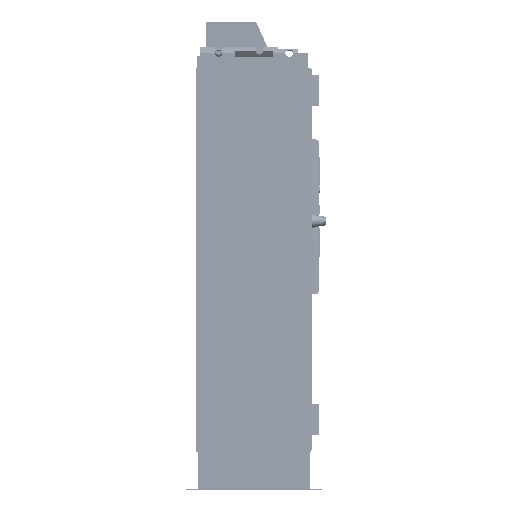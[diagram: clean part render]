
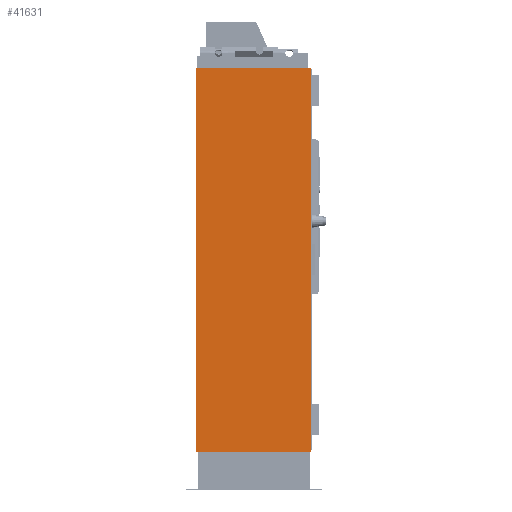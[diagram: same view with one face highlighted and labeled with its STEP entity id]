
A CAD part, left-side view. The second image highlights one B-rep face of the part: STEP entity #41631.
In plain terms, the highlighted planar face has unit normal (-1, 0, 0).
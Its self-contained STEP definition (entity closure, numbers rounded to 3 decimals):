
#33553=FACE_OUTER_BOUND('',#56264,.T.);
#41631=ADVANCED_FACE('',(#33553),#47356,.T.);
#47356=PLANE('',#151145);
#56264=EDGE_LOOP('',(#69527,#69528,#69529,#69530));
#69527=ORIENTED_EDGE('',*,*,#108400,.F.);
#69528=ORIENTED_EDGE('',*,*,#109195,.T.);
#69529=ORIENTED_EDGE('',*,*,#109196,.F.);
#69530=ORIENTED_EDGE('',*,*,#109197,.F.);
#96577=VERTEX_POINT('',#195260);
#96579=VERTEX_POINT('',#195264);
#97146=VERTEX_POINT('',#197173);
#97147=VERTEX_POINT('',#197177);
#108400=EDGE_CURVE('',#96579,#96577,#123700,.T.);
#109195=EDGE_CURVE('',#96579,#97146,#124377,.T.);
#109196=EDGE_CURVE('',#97147,#97146,#124378,.T.);
#109197=EDGE_CURVE('',#96577,#97147,#124379,.T.);
#123700=LINE('',#195265,#137572);
#124377=LINE('',#197174,#138249);
#124378=LINE('',#197176,#138250);
#124379=LINE('',#197178,#138251);
#137572=VECTOR('',#162102,1.);
#138249=VECTOR('',#163397,1.);
#138250=VECTOR('',#163400,1.);
#138251=VECTOR('',#163401,1.);
#151145=AXIS2_PLACEMENT_3D('',#197179,#163402,#163403);
#162102=DIRECTION('',(0.,-1.,0.));
#163397=DIRECTION('',(0.,0.,-1.));
#163400=DIRECTION('',(0.,1.,0.));
#163401=DIRECTION('',(0.,0.,-1.));
#163402=DIRECTION('',(-1.,0.,0.));
#163403=DIRECTION('',(0.,0.,1.));
#195260=CARTESIAN_POINT('',(-1750.,0.,1899.5));
#195264=CARTESIAN_POINT('',(-1750.,600.,1899.5));
#195265=CARTESIAN_POINT('',(-1750.,600.,1899.5));
#197173=CARTESIAN_POINT('',(-1750.,600.,-100.));
#197174=CARTESIAN_POINT('',(-1750.,600.,1932.5));
#197176=CARTESIAN_POINT('',(-1750.,600.,-100.));
#197177=CARTESIAN_POINT('',(-1750.,0.,-100.));
#197178=CARTESIAN_POINT('',(-1750.,0.,0.));
#197179=CARTESIAN_POINT('',(-1750.,300.,1932.5));
